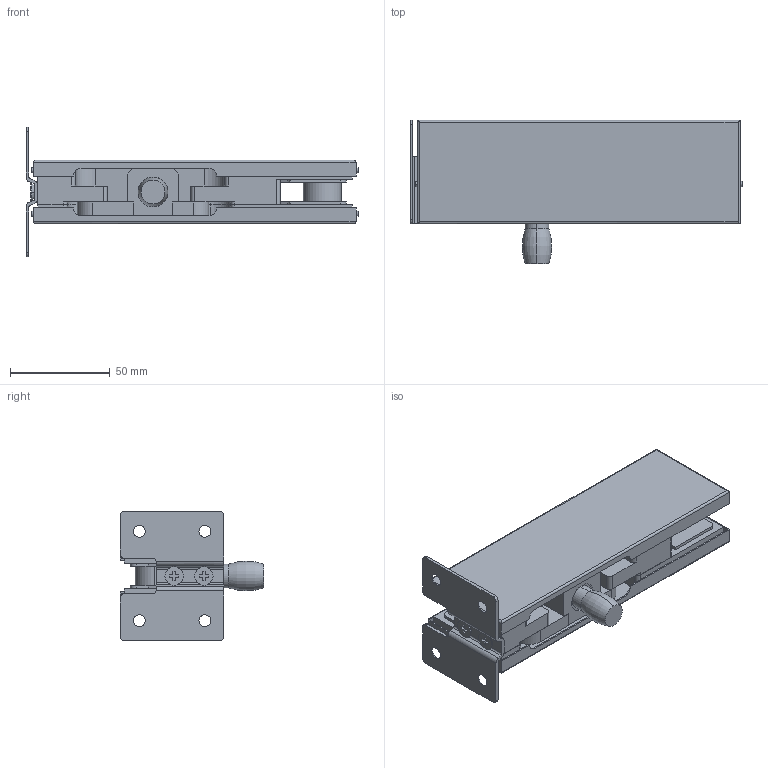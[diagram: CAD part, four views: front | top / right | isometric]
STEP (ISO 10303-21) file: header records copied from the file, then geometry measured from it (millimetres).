
FILE_DESCRIPTION (( 'STEP AP203' ), '1' );
FILE_NAME ('GS-304_ZP-811_S.STEP', '2019-03-27T05:56:41', ( '' ), ( '' ), 'SwSTEP 2.0', 'SolidWorks 2018', '' );
FILE_SCHEMA (( 'CONFIG_CONTROL_DESIGN' ));
Length unit declared in the file: millimetre
Products named in the file (7): GS-304_ZP-811_S.P1; GS-304_ZP-811_S.P3; skrutka DIN 965A_M5x6_A2-70; GS-304_ZP-811_S.P2; GS-304_ZP-811_S.P4; GS-304_ZP-811_S; GS-304_ZP-811_S.P5
Assembly tree (8 placements, depth 2):
  GS-304_ZP-811_S
    GS-304_ZP-811_S.P1
    GS-304_ZP-811_S.P2
    GS-304_ZP-811_S.P3
    GS-304_ZP-811_S.P4  x2
    GS-304_ZP-811_S.P5
    skrutka DIN 965A_M5x6_A2-70  x2
Bounding box: 166.8 x 72 x 65 mm (x, y, z)
Volume: 176834.8 mm3; surface area: 106764.2 mm2
Topology: 11 solids, 11 shells, 290 faces, 722 edges, 470 vertices
Faces by surface type: plane 156, cylinder 112, cone 20, torus 2
Entity records: 8303 total; most frequent: CARTESIAN_POINT 1356, DIRECTION 1326, ORIENTED_EDGE 1252, EDGE_CURVE 626, AXIS2_PLACEMENT_3D 458, VECTOR 410, LINE 410, VERTEX_POINT 408
